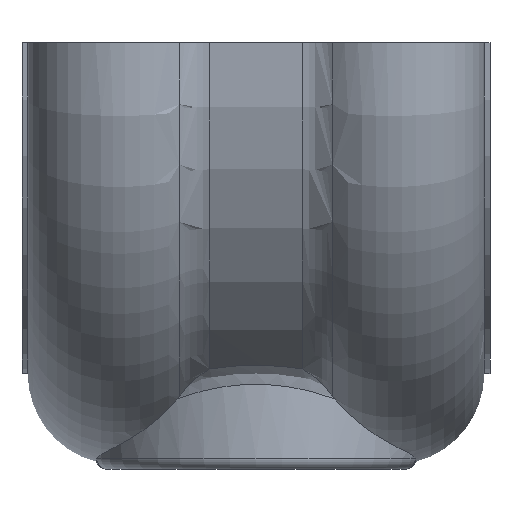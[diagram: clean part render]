
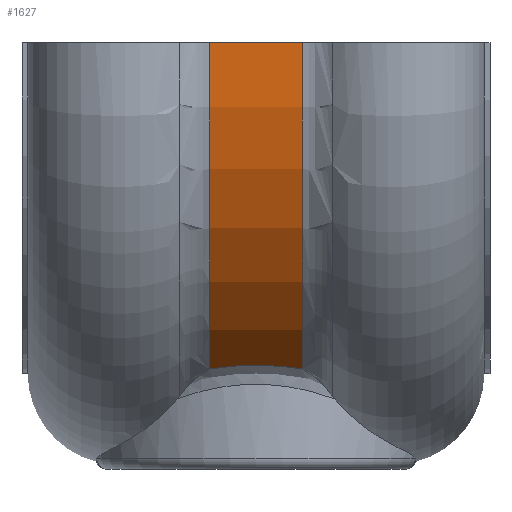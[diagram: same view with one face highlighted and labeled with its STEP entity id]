
A CAD part, left-side view. The second image highlights one B-rep face of the part: STEP entity #1627.
In plain terms, the highlighted cylindrical face has radius 170 mm (diameter 340 mm), a partial arc.
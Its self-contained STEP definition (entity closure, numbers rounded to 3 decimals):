
#2 = B_SPLINE_CURVE_WITH_KNOTS ( 'NONE', 3,
 ( #1791, #198, #1283, #1980, #1901, #128, #756, #2097, #1560, #1066 ),
 .UNSPECIFIED., .F., .F.,
 ( 4, 2, 2, 2, 4 ),
 ( 0., 0.01, 0.021, 0.031, 0.041 ),
 .UNSPECIFIED. ) ;
#45 = CARTESIAN_POINT ( 'NONE',  ( 0., -20.314, 0. ) ) ;
#66 = CARTESIAN_POINT ( 'NONE',  ( -91.968, 20.314, -142.975 ) ) ;
#128 = CARTESIAN_POINT ( 'NONE',  ( -94.444, -3.458, -141.352 ) ) ;
#198 = CARTESIAN_POINT ( 'NONE',  ( -92.79, 16.999, -142.446 ) ) ;
#210 = CARTESIAN_POINT ( 'NONE',  ( -170., -20.314, 0. ) ) ;
#320 = VERTEX_POINT ( 'NONE', #210 ) ;
#348 = EDGE_CURVE ( 'NONE', #1985, #320, #1290, .T. ) ;
#360 = FACE_OUTER_BOUND ( 'NONE', #1870, .T. ) ;
#447 = VERTEX_POINT ( 'NONE', #1046 ) ;
#527 = LINE ( 'NONE', #1106, #1271 ) ;
#554 = DIRECTION ( 'NONE',  ( 0., 0., 1. ) ) ;
#603 = ORIENTED_EDGE ( 'NONE', *, *, #348, .T. ) ;
#740 = EDGE_CURVE ( 'NONE', #447, #2165, #1239, .T. ) ;
#754 = ORIENTED_EDGE ( 'NONE', *, *, #1773, .F. ) ;
#756 = CARTESIAN_POINT ( 'NONE',  ( -94.234, -6.878, -141.493 ) ) ;
#761 = ORIENTED_EDGE ( 'NONE', *, *, #2167, .T. ) ;
#772 = AXIS2_PLACEMENT_3D ( 'NONE', #45, #2144, #968 ) ;
#818 = AXIS2_PLACEMENT_3D ( 'NONE', #1321, #1696, #554 ) ;
#903 = DIRECTION ( 'NONE',  ( 0., 1., 0. ) ) ;
#955 = ORIENTED_EDGE ( 'NONE', *, *, #740, .T. ) ;
#968 = DIRECTION ( 'NONE',  ( 0., 0., 1. ) ) ;
#1046 = CARTESIAN_POINT ( 'NONE',  ( -170., 20.314, 0. ) ) ;
#1066 = CARTESIAN_POINT ( 'NONE',  ( -91.968, -20.314, -142.975 ) ) ;
#1106 = CARTESIAN_POINT ( 'NONE',  ( -170., 0., 0. ) ) ;
#1135 = CYLINDRICAL_SURFACE ( 'NONE', #2348, 170. ) ;
#1213 = DIRECTION ( 'NONE',  ( 0., 0., 1. ) ) ;
#1239 = CIRCLE ( 'NONE', #818, 170. ) ;
#1271 = VECTOR ( 'NONE', #1332, 1000. ) ;
#1283 = CARTESIAN_POINT ( 'NONE',  ( -93.406, 13.649, -142.04 ) ) ;
#1290 = CIRCLE ( 'NONE', #772, 170. ) ;
#1298 = CARTESIAN_POINT ( 'NONE',  ( -91.968, -20.314, -142.975 ) ) ;
#1321 = CARTESIAN_POINT ( 'NONE',  ( 0., 20.314, 0. ) ) ;
#1332 = DIRECTION ( 'NONE',  ( 0., -1., 0. ) ) ;
#1560 = CARTESIAN_POINT ( 'NONE',  ( -92.79, -16.999, -142.446 ) ) ;
#1627 = ADVANCED_FACE ( 'NONE', ( #360 ), #1135, .T. ) ;
#1696 = DIRECTION ( 'NONE',  ( 0., -1., 0. ) ) ;
#1773 = EDGE_CURVE ( 'NONE', #447, #320, #527, .T. ) ;
#1791 = CARTESIAN_POINT ( 'NONE',  ( -91.968, 20.314, -142.975 ) ) ;
#1870 = EDGE_LOOP ( 'NONE', ( #955, #761, #603, #754 ) ) ;
#1901 = CARTESIAN_POINT ( 'NONE',  ( -94.444, 3.457, -141.351 ) ) ;
#1980 = CARTESIAN_POINT ( 'NONE',  ( -94.234, 6.878, -141.493 ) ) ;
#1985 = VERTEX_POINT ( 'NONE', #1298 ) ;
#2055 = CARTESIAN_POINT ( 'NONE',  ( 0., 0., 0. ) ) ;
#2097 = CARTESIAN_POINT ( 'NONE',  ( -93.406, -13.649, -142.04 ) ) ;
#2144 = DIRECTION ( 'NONE',  ( 0., 1., 0. ) ) ;
#2165 = VERTEX_POINT ( 'NONE', #66 ) ;
#2167 = EDGE_CURVE ( 'NONE', #2165, #1985, #2, .T. ) ;
#2348 = AXIS2_PLACEMENT_3D ( 'NONE', #2055, #903, #1213 ) ;
